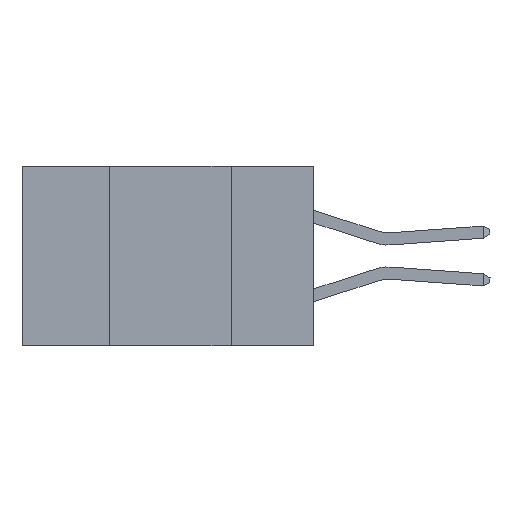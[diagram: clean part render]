
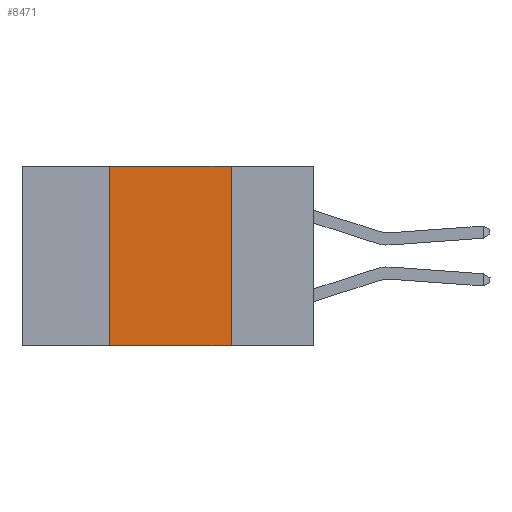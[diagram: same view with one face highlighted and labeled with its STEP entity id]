
A CAD part, left-side view. The second image highlights one B-rep face of the part: STEP entity #8471.
In plain terms, the highlighted planar face has unit normal (-1, 0, 0).
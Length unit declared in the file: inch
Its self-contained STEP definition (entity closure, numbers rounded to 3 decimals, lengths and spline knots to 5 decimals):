
#559 = FACE_OUTER_BOUND ( 'NONE', #22531, .T. ) ;
#1129 = LINE ( 'NONE', #3913, #4992 ) ;
#1471 = VECTOR ( 'NONE', #14831, 39.37008 ) ;
#2232 = EDGE_CURVE ( 'NONE', #20967, #6382, #20057, .T. ) ;
#2255 = ORIENTED_EDGE ( 'NONE', *, *, #2232, .T. ) ;
#3320 = VECTOR ( 'NONE', #19843, 39.37008 ) ;
#3913 = CARTESIAN_POINT ( 'NONE',  ( 0., 0.17, 0. ) ) ;
#4428 = EDGE_CURVE ( 'NONE', #15578, #15487, #13539, .T. ) ;
#4824 = VECTOR ( 'NONE', #23784, 39.37008 ) ;
#4992 = VECTOR ( 'NONE', #10129, 39.37008 ) ;
#6382 = VERTEX_POINT ( 'NONE', #14275 ) ;
#8471 = ADVANCED_FACE ( 'NONE', ( #559 ), #16552, .F. ) ;
#10129 = DIRECTION ( 'NONE',  ( 0., 0., -1. ) ) ;
#10356 = DIRECTION ( 'NONE',  ( 0., 0., -1. ) ) ;
#10719 = CARTESIAN_POINT ( 'NONE',  ( 0., 0.42, 0. ) ) ;
#11135 = LINE ( 'NONE', #10719, #1471 ) ;
#12056 = ORIENTED_EDGE ( 'NONE', *, *, #4428, .F. ) ;
#13539 = LINE ( 'NONE', #25051, #4824 ) ;
#14275 = CARTESIAN_POINT ( 'NONE',  ( 0., 0.17, -0.37 ) ) ;
#14831 = DIRECTION ( 'NONE',  ( 0., 0., 1. ) ) ;
#15245 = CARTESIAN_POINT ( 'NONE',  ( 0., 0.17, 0. ) ) ;
#15487 = VERTEX_POINT ( 'NONE', #15245 ) ;
#15578 = VERTEX_POINT ( 'NONE', #15801 ) ;
#15787 = EDGE_CURVE ( 'NONE', #15487, #6382, #1129, .T. ) ;
#15801 = CARTESIAN_POINT ( 'NONE',  ( 0., 0.42, 0. ) ) ;
#15906 = EDGE_CURVE ( 'NONE', #20967, #15578, #11135, .T. ) ;
#16102 = ORIENTED_EDGE ( 'NONE', *, *, #15787, .F. ) ;
#16552 = PLANE ( 'NONE',  #26145 ) ;
#18054 = CARTESIAN_POINT ( 'NONE',  ( 0., 0.6, -0.37 ) ) ;
#19843 = DIRECTION ( 'NONE',  ( 0., -1., 0. ) ) ;
#20057 = LINE ( 'NONE', #18054, #3320 ) ;
#20165 = ORIENTED_EDGE ( 'NONE', *, *, #15906, .F. ) ;
#20967 = VERTEX_POINT ( 'NONE', #24942 ) ;
#22531 = EDGE_LOOP ( 'NONE', ( #16102, #12056, #20165, #2255 ) ) ;
#22649 = CARTESIAN_POINT ( 'NONE',  ( 0., 0.6, 0. ) ) ;
#22727 = DIRECTION ( 'NONE',  ( 1., 0., 0. ) ) ;
#23784 = DIRECTION ( 'NONE',  ( 0., -1., 0. ) ) ;
#24942 = CARTESIAN_POINT ( 'NONE',  ( 0., 0.42, -0.37 ) ) ;
#25051 = CARTESIAN_POINT ( 'NONE',  ( 0., 0.6, 0. ) ) ;
#26145 = AXIS2_PLACEMENT_3D ( 'NONE', #22649, #22727, #10356 ) ;
